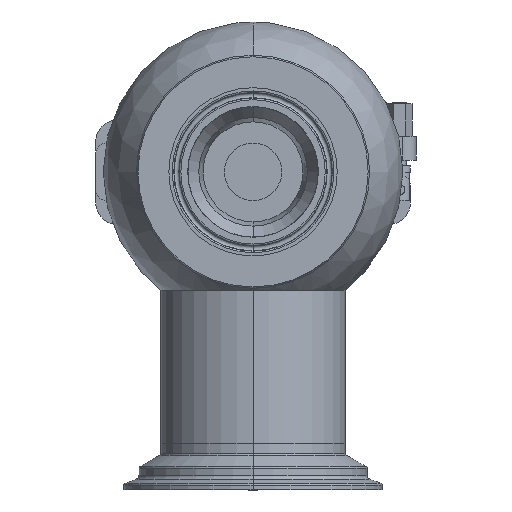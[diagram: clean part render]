
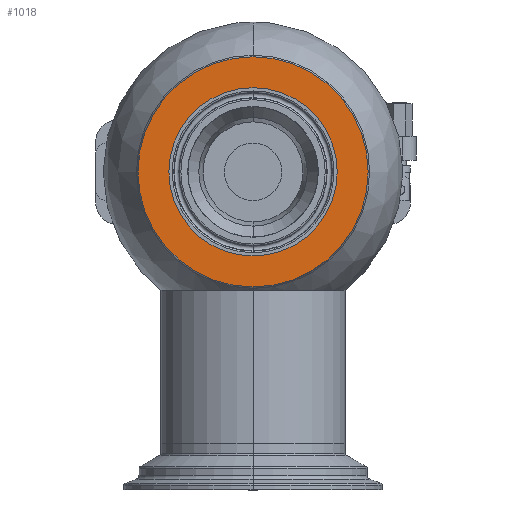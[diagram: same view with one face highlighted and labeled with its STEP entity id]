
A CAD part, front view. The second image highlights one B-rep face of the part: STEP entity #1018.
In plain terms, the highlighted planar face has unit normal (0, -1, 0).
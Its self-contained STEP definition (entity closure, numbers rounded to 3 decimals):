
#148=CARTESIAN_POINT('',(0.,-55.5,0.));
#149=DIRECTION('',(0.,1.,0.));
#150=DIRECTION('',(0.,0.,1.));
#151=AXIS2_PLACEMENT_3D('',#148,#149,#150);
#163=CARTESIAN_POINT('',(0.,-55.5,0.));
#164=DIRECTION('',(0.,1.,0.));
#165=DIRECTION('',(0.,0.,-1.));
#166=AXIS2_PLACEMENT_3D('',#163,#164,#165);
#176=CARTESIAN_POINT('',(0.,-55.5,0.));
#177=DIRECTION('',(0.,-1.,0.));
#178=DIRECTION('',(0.,0.,1.));
#179=AXIS2_PLACEMENT_3D('',#176,#177,#178);
#181=CARTESIAN_POINT('',(0.,-55.5,0.));
#182=DIRECTION('',(0.,1.,0.));
#183=DIRECTION('',(0.,0.,1.));
#184=AXIS2_PLACEMENT_3D('',#181,#182,#183);
#627=CARTESIAN_POINT('',(0.,-55.5,30.6));
#628=CARTESIAN_POINT('',(0.,-55.5,-30.6));
#629=VERTEX_POINT('',#627);
#630=VERTEX_POINT('',#628);
#655=CARTESIAN_POINT('',(0.,-55.5,53.));
#656=VERTEX_POINT('',#655);
#657=CARTESIAN_POINT('',(0.,-55.5,-53.));
#658=VERTEX_POINT('',#657);
#1003=CARTESIAN_POINT('',(0.,-55.5,0.));
#1004=DIRECTION('',(0.,1.,0.));
#1005=DIRECTION('',(0.,0.,-1.));
#1006=AXIS2_PLACEMENT_3D('',#1003,#1004,#1005);
#1007=PLANE('',#1006);
#1009=ORIENTED_EDGE('',*,*,#1008,.F.);
#1011=ORIENTED_EDGE('',*,*,#1010,.T.);
#1012=EDGE_LOOP('',(#1009,#1011));
#1013=FACE_OUTER_BOUND('',#1012,.F.);
#1014=ORIENTED_EDGE('',*,*,#970,.F.);
#1015=ORIENTED_EDGE('',*,*,#985,.F.);
#1016=EDGE_LOOP('',(#1014,#1015));
#1017=FACE_BOUND('',#1016,.F.);
#1018=ADVANCED_FACE('',(#1013,#1017),#1007,.F.);
#152=CIRCLE('',#151,30.6);
#167=CIRCLE('',#166,30.6);
#180=CIRCLE('',#179,53.);
#185=CIRCLE('',#184,53.);
#970=EDGE_CURVE('',#629,#630,#152,.T.);
#985=EDGE_CURVE('',#630,#629,#167,.T.);
#1008=EDGE_CURVE('',#656,#658,#180,.T.);
#1010=EDGE_CURVE('',#656,#658,#185,.T.);
